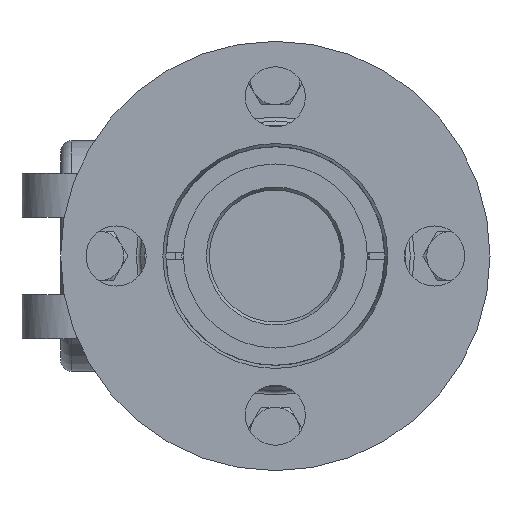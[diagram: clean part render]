
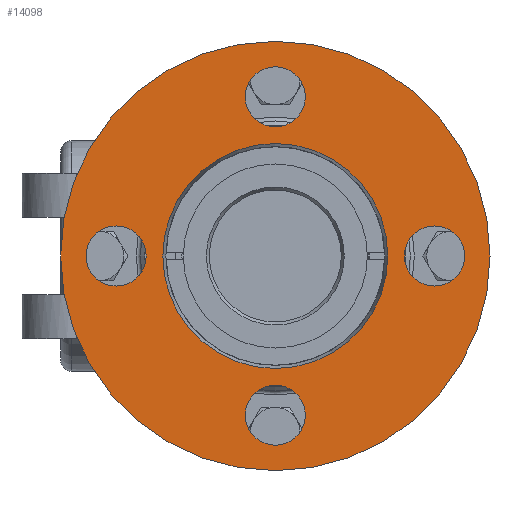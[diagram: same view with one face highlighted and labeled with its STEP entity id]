
A CAD part, left-side view. The second image highlights one B-rep face of the part: STEP entity #14098.
In plain terms, the highlighted planar face has unit normal (-1, 0, 0).
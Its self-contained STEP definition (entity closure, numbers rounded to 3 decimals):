
#293=FACE_BOUND('',#4689,.T.);
#294=FACE_BOUND('',#4690,.T.);
#295=FACE_BOUND('',#4691,.T.);
#296=FACE_BOUND('',#4692,.T.);
#297=FACE_BOUND('',#4693,.T.);
#3817=FACE_OUTER_BOUND('',#4688,.T.);
#4688=EDGE_LOOP('',(#12166,#12167));
#4689=EDGE_LOOP('',(#12168,#12169));
#4690=EDGE_LOOP('',(#12170,#12171));
#4691=EDGE_LOOP('',(#12172,#12173));
#4692=EDGE_LOOP('',(#12174,#12175));
#4693=EDGE_LOOP('',(#12176,#12177));
#5322=CIRCLE('',#15195,8.675);
#5323=CIRCLE('',#15196,8.675);
#5325=CIRCLE('',#15199,8.675);
#5326=CIRCLE('',#15200,8.675);
#5328=CIRCLE('',#15203,8.675);
#5329=CIRCLE('',#15204,8.675);
#5331=CIRCLE('',#15207,8.675);
#5332=CIRCLE('',#15208,8.675);
#5345=CIRCLE('',#15229,32.484);
#5346=CIRCLE('',#15230,32.484);
#5347=CIRCLE('',#15232,62.);
#5348=CIRCLE('',#15233,62.);
#6615=VERTEX_POINT('',#68328);
#6616=VERTEX_POINT('',#68330);
#6618=VERTEX_POINT('',#68336);
#6619=VERTEX_POINT('',#68338);
#6621=VERTEX_POINT('',#68344);
#6622=VERTEX_POINT('',#68346);
#6624=VERTEX_POINT('',#68352);
#6625=VERTEX_POINT('',#68354);
#6648=VERTEX_POINT('',#68416);
#6649=VERTEX_POINT('',#68418);
#6650=VERTEX_POINT('',#68422);
#6651=VERTEX_POINT('',#68423);
#8513=EDGE_CURVE('',#6616,#6615,#5322,.T.);
#8514=EDGE_CURVE('',#6615,#6616,#5323,.T.);
#8517=EDGE_CURVE('',#6619,#6618,#5325,.T.);
#8518=EDGE_CURVE('',#6618,#6619,#5326,.T.);
#8521=EDGE_CURVE('',#6622,#6621,#5328,.T.);
#8522=EDGE_CURVE('',#6621,#6622,#5329,.T.);
#8525=EDGE_CURVE('',#6625,#6624,#5331,.T.);
#8526=EDGE_CURVE('',#6624,#6625,#5332,.T.);
#8557=EDGE_CURVE('',#6649,#6648,#5345,.T.);
#8558=EDGE_CURVE('',#6648,#6649,#5346,.T.);
#8559=EDGE_CURVE('',#6650,#6651,#5347,.T.);
#8560=EDGE_CURVE('',#6651,#6650,#5348,.T.);
#12166=ORIENTED_EDGE('',*,*,#8559,.F.);
#12167=ORIENTED_EDGE('',*,*,#8560,.F.);
#12168=ORIENTED_EDGE('',*,*,#8513,.T.);
#12169=ORIENTED_EDGE('',*,*,#8514,.T.);
#12170=ORIENTED_EDGE('',*,*,#8517,.T.);
#12171=ORIENTED_EDGE('',*,*,#8518,.T.);
#12172=ORIENTED_EDGE('',*,*,#8521,.T.);
#12173=ORIENTED_EDGE('',*,*,#8522,.T.);
#12174=ORIENTED_EDGE('',*,*,#8525,.T.);
#12175=ORIENTED_EDGE('',*,*,#8526,.T.);
#12176=ORIENTED_EDGE('',*,*,#8557,.T.);
#12177=ORIENTED_EDGE('',*,*,#8558,.T.);
#13416=PLANE('',#15231);
#14098=ADVANCED_FACE('',(#3817,#293,#294,#295,#296,#297),#13416,.T.);
#15195=AXIS2_PLACEMENT_3D('',#68331,#18070,#18071);
#15196=AXIS2_PLACEMENT_3D('',#68332,#18072,#18073);
#15199=AXIS2_PLACEMENT_3D('',#68339,#18079,#18080);
#15200=AXIS2_PLACEMENT_3D('',#68340,#18081,#18082);
#15203=AXIS2_PLACEMENT_3D('',#68347,#18088,#18089);
#15204=AXIS2_PLACEMENT_3D('',#68348,#18090,#18091);
#15207=AXIS2_PLACEMENT_3D('',#68355,#18097,#18098);
#15208=AXIS2_PLACEMENT_3D('',#68356,#18099,#18100);
#15229=AXIS2_PLACEMENT_3D('',#68419,#18159,#18160);
#15230=AXIS2_PLACEMENT_3D('',#68420,#18161,#18162);
#15231=AXIS2_PLACEMENT_3D('',#68421,#18163,#18164);
#15232=AXIS2_PLACEMENT_3D('',#68424,#18165,#18166);
#15233=AXIS2_PLACEMENT_3D('',#68425,#18167,#18168);
#18070=DIRECTION('center_axis',(1.,0.,0.));
#18071=DIRECTION('ref_axis',(0.,1.,0.));
#18072=DIRECTION('center_axis',(1.,0.,0.));
#18073=DIRECTION('ref_axis',(0.,1.,0.));
#18079=DIRECTION('center_axis',(1.,0.,0.));
#18080=DIRECTION('ref_axis',(0.,0.,
-1.));
#18081=DIRECTION('center_axis',(1.,0.,0.));
#18082=DIRECTION('ref_axis',(0.,0.,
-1.));
#18088=DIRECTION('center_axis',(1.,0.,0.));
#18089=DIRECTION('ref_axis',(0.,-1.,0.));
#18090=DIRECTION('center_axis',(1.,0.,0.));
#18091=DIRECTION('ref_axis',(0.,-1.,0.));
#18097=DIRECTION('center_axis',(1.,0.,0.));
#18098=DIRECTION('ref_axis',(0.,0.,1.));
#18099=DIRECTION('center_axis',(1.,0.,0.));
#18100=DIRECTION('ref_axis',(0.,0.,1.));
#18159=DIRECTION('center_axis',(1.,0.,0.));
#18160=DIRECTION('ref_axis',(0.,1.,0.));
#18161=DIRECTION('center_axis',(1.,0.,0.));
#18162=DIRECTION('ref_axis',(0.,1.,0.));
#18163=DIRECTION('center_axis',(-1.,0.,0.));
#18164=DIRECTION('ref_axis',(0.,0.,1.));
#18165=DIRECTION('center_axis',(1.,0.,0.));
#18166=DIRECTION('ref_axis',(0.,1.,0.));
#18167=DIRECTION('center_axis',(1.,0.,0.));
#18168=DIRECTION('ref_axis',(0.,1.,0.));
#68328=CARTESIAN_POINT('',(-100.94,-8.675,-45.975));
#68330=CARTESIAN_POINT('',(-100.94,8.675,-45.975));
#68331=CARTESIAN_POINT('Origin',(-100.94,0.,-45.975));
#68332=CARTESIAN_POINT('Origin',(-100.94,0.,-45.975));
#68336=CARTESIAN_POINT('',(-100.94,-45.975,8.675));
#68338=CARTESIAN_POINT('',(-100.94,-45.975,-8.675));
#68339=CARTESIAN_POINT('Origin',(-100.94,-45.975,0.));
#68340=CARTESIAN_POINT('Origin',(-100.94,-45.975,0.));
#68344=CARTESIAN_POINT('',(-100.94,8.675,45.975));
#68346=CARTESIAN_POINT('',(-100.94,-8.675,45.975));
#68347=CARTESIAN_POINT('Origin',(-100.94,0.,45.975));
#68348=CARTESIAN_POINT('Origin',(-100.94,0.,45.975));
#68352=CARTESIAN_POINT('',(-100.94,45.975,-8.675));
#68354=CARTESIAN_POINT('',(-100.94,45.975,8.675));
#68355=CARTESIAN_POINT('Origin',(-100.94,45.975,0.));
#68356=CARTESIAN_POINT('Origin',(-100.94,45.975,0.));
#68416=CARTESIAN_POINT('',(-100.94,-32.484,0.));
#68418=CARTESIAN_POINT('',(-100.94,32.484,0.));
#68419=CARTESIAN_POINT('Origin',(-100.94,0.,0.));
#68420=CARTESIAN_POINT('Origin',(-100.94,0.,0.));
#68421=CARTESIAN_POINT('Origin',(-100.94,47.242,0.));
#68422=CARTESIAN_POINT('',(-100.94,62.,0.));
#68423=CARTESIAN_POINT('',(-100.94,-62.,0.));
#68424=CARTESIAN_POINT('Origin',(-100.94,0.,0.));
#68425=CARTESIAN_POINT('Origin',(-100.94,0.,0.));
